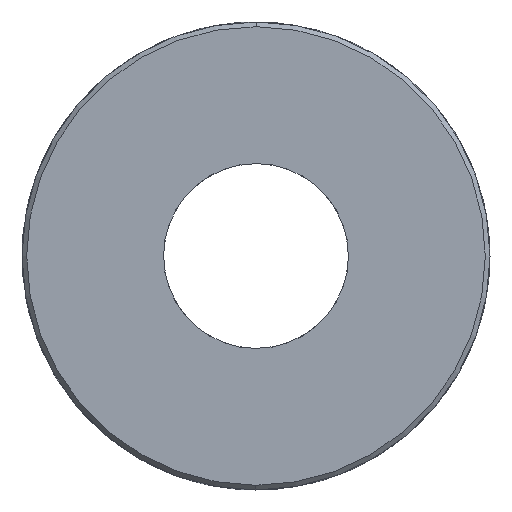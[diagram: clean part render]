
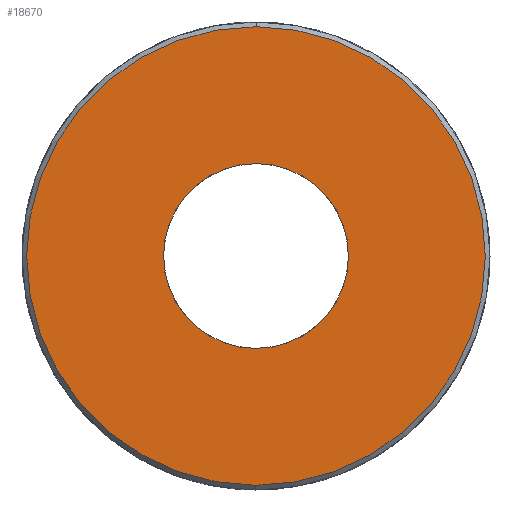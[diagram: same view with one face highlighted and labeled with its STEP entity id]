
A CAD part, left-side view. The second image highlights one B-rep face of the part: STEP entity #18670.
In plain terms, the highlighted face is planar.
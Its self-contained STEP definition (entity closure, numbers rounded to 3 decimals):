
#17978=CARTESIAN_POINT('',(0.,0.,0.));
#17979=DIRECTION('',(0.,0.,1.));
#17980=DIRECTION('',(-1.,0.,0.));
#17981=AXIS2_PLACEMENT_3D('',#17978,#17979,#17980);
#17983=CARTESIAN_POINT('',(0.,0.,0.));
#17984=DIRECTION('',(0.,0.,1.));
#17985=DIRECTION('',(1.,0.,0.));
#17986=AXIS2_PLACEMENT_3D('',#17983,#17984,#17985);
#18488=CARTESIAN_POINT('',(0.,0.,0.));
#18489=DIRECTION('',(0.,0.,1.));
#18490=DIRECTION('',(-1.,0.,0.));
#18491=AXIS2_PLACEMENT_3D('',#18488,#18489,#18490);
#18497=CARTESIAN_POINT('',(0.,0.,0.));
#18498=DIRECTION('',(0.,0.,1.));
#18499=DIRECTION('',(1.,0.,0.));
#18500=AXIS2_PLACEMENT_3D('',#18497,#18498,#18499);
#18511=CARTESIAN_POINT('',(98.,0.,0.));
#18512=CARTESIAN_POINT('',(-98.,0.,0.));
#18513=VERTEX_POINT('',#18511);
#18514=VERTEX_POINT('',#18512);
#18537=CARTESIAN_POINT('',(39.5,0.,0.));
#18538=CARTESIAN_POINT('',(-39.5,0.,0.));
#18539=VERTEX_POINT('',#18537);
#18540=VERTEX_POINT('',#18538);
#18654=CARTESIAN_POINT('',(0.,0.,0.));
#18655=DIRECTION('',(0.,0.,1.));
#18656=DIRECTION('',(1.,0.,0.));
#18657=AXIS2_PLACEMENT_3D('',#18654,#18655,#18656);
#18658=PLANE('',#18657);
#18660=ORIENTED_EDGE('',*,*,#18659,.T.);
#18661=ORIENTED_EDGE('',*,*,#18643,.T.);
#18662=EDGE_LOOP('',(#18660,#18661));
#18663=FACE_OUTER_BOUND('',#18662,.F.);
#18665=ORIENTED_EDGE('',*,*,#18664,.F.);
#18667=ORIENTED_EDGE('',*,*,#18666,.F.);
#18668=EDGE_LOOP('',(#18665,#18667));
#18669=FACE_BOUND('',#18668,.F.);
#18670=ADVANCED_FACE('',(#18663,#18669),#18658,.F.);
#17982=CIRCLE('',#17981,98.);
#17987=CIRCLE('',#17986,98.);
#18492=CIRCLE('',#18491,39.5);
#18501=CIRCLE('',#18500,39.5);
#18643=EDGE_CURVE('',#18513,#18514,#17987,.T.);
#18659=EDGE_CURVE('',#18514,#18513,#17982,.T.);
#18664=EDGE_CURVE('',#18539,#18540,#18501,.T.);
#18666=EDGE_CURVE('',#18540,#18539,#18492,.T.);
